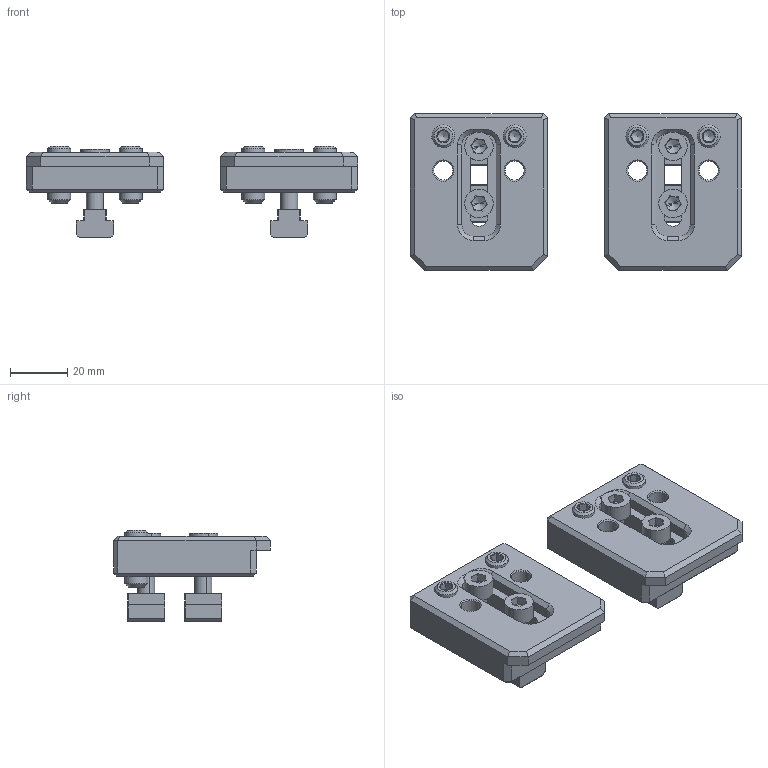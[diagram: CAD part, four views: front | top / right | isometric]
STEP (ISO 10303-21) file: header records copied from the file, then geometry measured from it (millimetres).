
FILE_DESCRIPTION(/* description */ ('Alibre Inc.'),/* implementation_level */ '2;1');
FILE_NAME(/* name */ 'export-FB8ECC1C-6C48-429D-B094-86209CAF4121',/* time_stamp */ '2021-09-30T12:13:09+02:00',/* author */ (''),/* organization */ (''),/* preprocessor_version */ 'ST-DEVELOPER v17',/* originating_system */ 'Alibre',/* authorisation */ '');
FILE_SCHEMA (('AUTOMOTIVE_DESIGN'));
Length unit declared in the file: millimetre
Products named in the file (5): 07160-06x25; HI_Slotted set screw DIN 913 M8x20 07860.080.020(High)
Bounding box: 116 x 55 x 32 mm (x, y, z)
Volume: 69942.6 mm3; surface area: 27896.1 mm2
Topology: 14 solids, 14 shells, 694 faces, 1668 edges, 948 vertices
Faces by surface type: cylinder 288, plane 230, cone 88, sphere 64, torus 24
Full cylindrical faces by diameter (mm): 4 x4, 4.917 x4, 6.647 x8, 8 x4
Entity records: 5845 total; most frequent: DIRECTION 1009, CARTESIAN_POINT 972, ORIENTED_EDGE 920, EDGE_CURVE 460, AXIS2_PLACEMENT_3D 423, VERTEX_POINT 281, VECTOR 247, LINE 247
